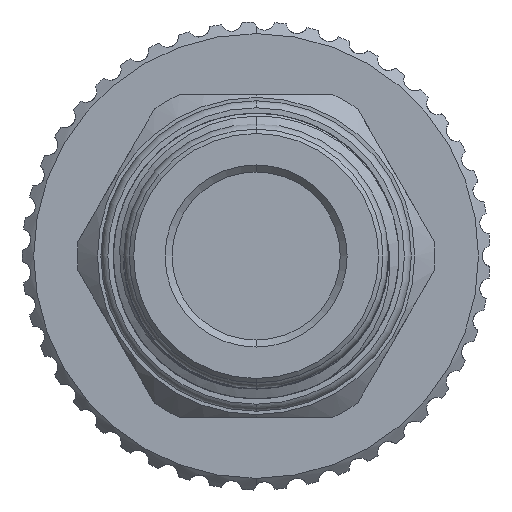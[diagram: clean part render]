
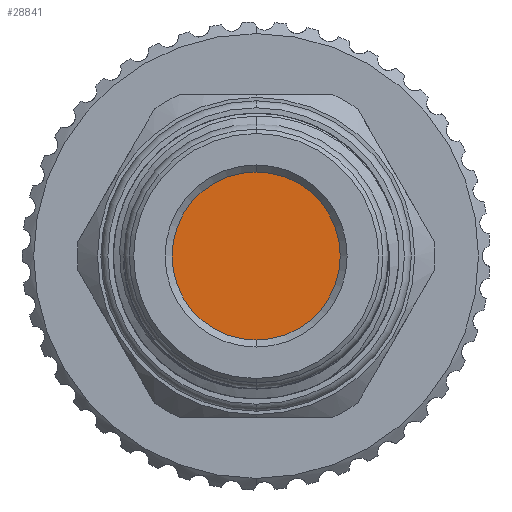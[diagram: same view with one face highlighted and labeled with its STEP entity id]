
A CAD part, left-side view. The second image highlights one B-rep face of the part: STEP entity #28841.
In plain terms, the highlighted planar face has unit normal (-1, 0, 0).
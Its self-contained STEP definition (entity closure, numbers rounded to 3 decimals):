
#1070 = DIRECTION ( 'NONE',  ( 0., 0., -1. ) ) ;
#2427 = EDGE_CURVE ( 'NONE', #27423, #15750, #8790, .T. ) ;
#2514 = PLANE ( 'NONE',  #24009 ) ;
#5042 = DIRECTION ( 'NONE',  ( 1., 0., 0. ) ) ;
#6108 = DIRECTION ( 'NONE',  ( -1., 0., 0. ) ) ;
#7491 = DIRECTION ( 'NONE',  ( 0., 0., -1. ) ) ;
#8790 = CIRCLE ( 'NONE', #26520, 5.785 ) ;
#10819 = ORIENTED_EDGE ( 'NONE', *, *, #12762, .T. ) ;
#12093 = CARTESIAN_POINT ( 'NONE',  ( -16.88, 0., 0. ) ) ;
#12532 = DIRECTION ( 'NONE',  ( -1., 0., 0. ) ) ;
#12701 = DIRECTION ( 'NONE',  ( 0., 0., -1. ) ) ;
#12762 = EDGE_CURVE ( 'NONE', #15750, #27423, #24713, .T. ) ;
#14097 = AXIS2_PLACEMENT_3D ( 'NONE', #12093, #12532, #7491 ) ;
#14864 = CARTESIAN_POINT ( 'NONE',  ( -16.88, 0., -5.785 ) ) ;
#15750 = VERTEX_POINT ( 'NONE', #30480 ) ;
#22472 = CARTESIAN_POINT ( 'NONE',  ( -16.88, 0., -8.035 ) ) ;
#23532 = FACE_OUTER_BOUND ( 'NONE', #27776, .T. ) ;
#23770 = ORIENTED_EDGE ( 'NONE', *, *, #2427, .T. ) ;
#24009 = AXIS2_PLACEMENT_3D ( 'NONE', #22472, #5042, #12701 ) ;
#24713 = CIRCLE ( 'NONE', #14097, 5.785 ) ;
#26223 = CARTESIAN_POINT ( 'NONE',  ( -16.88, 0., 0. ) ) ;
#26520 = AXIS2_PLACEMENT_3D ( 'NONE', #26223, #6108, #1070 ) ;
#27423 = VERTEX_POINT ( 'NONE', #14864 ) ;
#27776 = EDGE_LOOP ( 'NONE', ( #10819, #23770 ) ) ;
#28841 = ADVANCED_FACE ( 'NONE', ( #23532 ), #2514, .F. ) ;
#30480 = CARTESIAN_POINT ( 'NONE',  ( -16.88, 0., 5.785 ) ) ;
